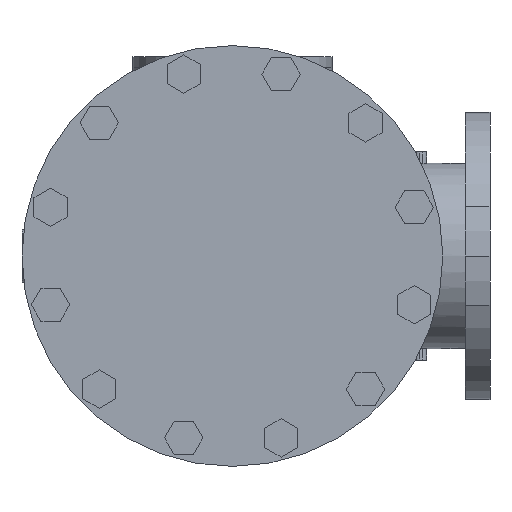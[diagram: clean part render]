
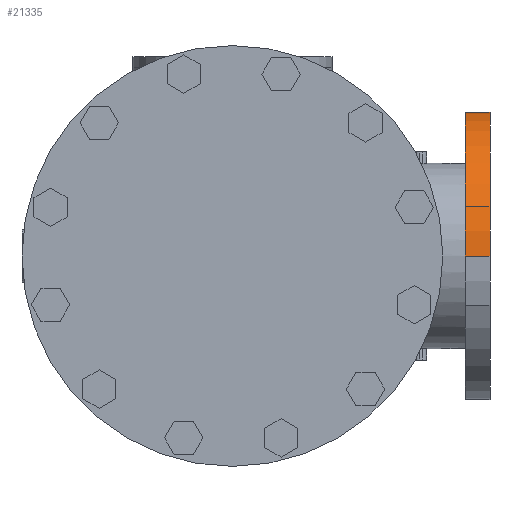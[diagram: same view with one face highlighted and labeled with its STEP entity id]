
A CAD part, left-side view. The second image highlights one B-rep face of the part: STEP entity #21335.
In plain terms, the highlighted cylindrical face has radius 165.1 mm (diameter 330.2 mm), a partial arc.
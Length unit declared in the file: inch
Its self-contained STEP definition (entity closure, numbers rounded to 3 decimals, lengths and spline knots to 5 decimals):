
#87 = CARTESIAN_POINT ( 'NONE',  ( 18.24151, -11.62988, 0. ) ) ;
#1332 = VERTEX_POINT ( 'NONE', #12468 ) ;
#1869 = VERTEX_POINT ( 'NONE', #8074 ) ;
#3708 = CARTESIAN_POINT ( 'NONE',  ( 11.74151, -10.50988, 0. ) ) ;
#4040 = VECTOR ( 'NONE', #15266, 39.37008 ) ;
#4413 = ORIENTED_EDGE ( 'NONE', *, *, #18350, .T. ) ;
#4870 = AXIS2_PLACEMENT_3D ( 'NONE', #15839, #14146, #7329 ) ;
#5575 = CIRCLE ( 'NONE', #11190, 6.5 ) ;
#6160 = FACE_OUTER_BOUND ( 'NONE', #20349, .T. ) ;
#6517 = CARTESIAN_POINT ( 'NONE',  ( 18.24151, -11.62988, 0. ) ) ;
#7329 = DIRECTION ( 'NONE',  ( 1., 0., 0. ) ) ;
#8074 = CARTESIAN_POINT ( 'NONE',  ( 5.24151, -10.50988, 0. ) ) ;
#8502 = ORIENTED_EDGE ( 'NONE', *, *, #11867, .F. ) ;
#9116 = DIRECTION ( 'NONE',  ( 1., 0., 0. ) ) ;
#10198 = DIRECTION ( 'NONE',  ( 0., 1., 0. ) ) ;
#10928 = CYLINDRICAL_SURFACE ( 'NONE', #18407, 6.5 ) ;
#11008 = DIRECTION ( 'NONE',  ( 0., -1., 0. ) ) ;
#11190 = AXIS2_PLACEMENT_3D ( 'NONE', #3708, #11008, #9116 ) ;
#11409 = ORIENTED_EDGE ( 'NONE', *, *, #12980, .F. ) ;
#11612 = CARTESIAN_POINT ( 'NONE',  ( 5.24151, -11.62988, 0. ) ) ;
#11689 = DIRECTION ( 'NONE',  ( 0., 1., 0. ) ) ;
#11867 = EDGE_CURVE ( 'NONE', #13364, #22234, #18782, .T. ) ;
#12468 = CARTESIAN_POINT ( 'NONE',  ( 18.24151, -10.50988, 0. ) ) ;
#12980 = EDGE_CURVE ( 'NONE', #22234, #1869, #16194, .T. ) ;
#13364 = VERTEX_POINT ( 'NONE', #87 ) ;
#14146 = DIRECTION ( 'NONE',  ( 0., -1., 0. ) ) ;
#15023 = EDGE_CURVE ( 'NONE', #13364, #1332, #16653, .T. ) ;
#15266 = DIRECTION ( 'NONE',  ( 0., 1., 0. ) ) ;
#15490 = CARTESIAN_POINT ( 'NONE',  ( 5.24151, -11.62988, 0. ) ) ;
#15839 = CARTESIAN_POINT ( 'NONE',  ( 11.74151, -11.62988, 0. ) ) ;
#16038 = DIRECTION ( 'NONE',  ( -1., 0., 0. ) ) ;
#16194 = LINE ( 'NONE', #11612, #20410 ) ;
#16653 = LINE ( 'NONE', #6517, #4040 ) ;
#17307 = CARTESIAN_POINT ( 'NONE',  ( 11.74151, -11.62988, 0. ) ) ;
#18350 = EDGE_CURVE ( 'NONE', #1332, #1869, #5575, .T. ) ;
#18407 = AXIS2_PLACEMENT_3D ( 'NONE', #17307, #10198, #16038 ) ;
#18782 = CIRCLE ( 'NONE', #4870, 6.5 ) ;
#20349 = EDGE_LOOP ( 'NONE', ( #8502, #22579, #4413, #11409 ) ) ;
#20410 = VECTOR ( 'NONE', #11689, 39.37008 ) ;
#21335 = ADVANCED_FACE ( 'NONE', ( #6160 ), #10928, .T. ) ;
#22234 = VERTEX_POINT ( 'NONE', #15490 ) ;
#22579 = ORIENTED_EDGE ( 'NONE', *, *, #15023, .T. ) ;
